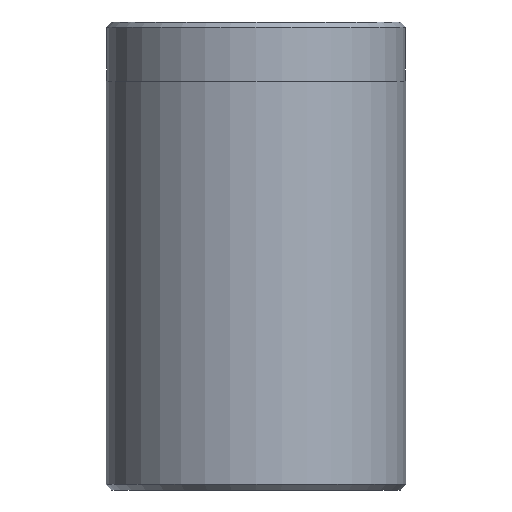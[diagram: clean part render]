
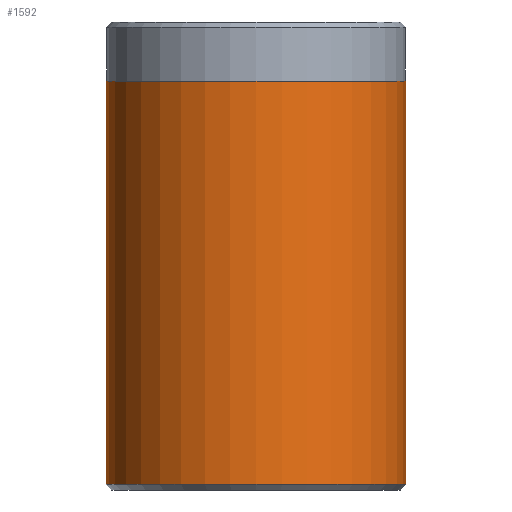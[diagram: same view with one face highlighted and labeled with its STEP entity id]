
A CAD part, front view. The second image highlights one B-rep face of the part: STEP entity #1592.
In plain terms, the highlighted cylindrical face has radius 8 mm (diameter 16 mm), a partial arc.
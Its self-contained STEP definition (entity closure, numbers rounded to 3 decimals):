
#17 = DIRECTION ( 'NONE',  ( 1., 0., 0. ) ) ;
#61 = VERTEX_POINT ( 'NONE', #191 ) ;
#191 = CARTESIAN_POINT ( 'NONE',  ( -8., 0., 0.3 ) ) ;
#217 = ORIENTED_EDGE ( 'NONE', *, *, #1039, .F. ) ;
#465 = EDGE_CURVE ( 'NONE', #61, #1085, #1725, .T. ) ;
#496 = CARTESIAN_POINT ( 'NONE',  ( 8., 0., 0.3 ) ) ;
#585 = AXIS2_PLACEMENT_3D ( 'NONE', #1151, #811, #17 ) ;
#729 = FACE_OUTER_BOUND ( 'NONE', #1583, .T. ) ;
#772 = LINE ( 'NONE', #1771, #1962 ) ;
#811 = DIRECTION ( 'NONE',  ( 0., 0., 1. ) ) ;
#841 = AXIS2_PLACEMENT_3D ( 'NONE', #1362, #1054, #1368 ) ;
#845 = VERTEX_POINT ( 'NONE', #1496 ) ;
#965 = ORIENTED_EDGE ( 'NONE', *, *, #465, .T. ) ;
#985 = VERTEX_POINT ( 'NONE', #1909 ) ;
#986 = DIRECTION ( 'NONE',  ( 1., 0., 0. ) ) ;
#1030 = DIRECTION ( 'NONE',  ( 0., 0., -1. ) ) ;
#1039 = EDGE_CURVE ( 'NONE', #845, #1085, #772, .T. ) ;
#1054 = DIRECTION ( 'NONE',  ( 0., 0., -1. ) ) ;
#1085 = VERTEX_POINT ( 'NONE', #496 ) ;
#1133 = DIRECTION ( 'NONE',  ( 0., 0., 1. ) ) ;
#1134 = VECTOR ( 'NONE', #1495, 1000. ) ;
#1151 = CARTESIAN_POINT ( 'NONE',  ( 0., 0., 21.837 ) ) ;
#1185 = CARTESIAN_POINT ( 'NONE',  ( 0., 0., 0.3 ) ) ;
#1362 = CARTESIAN_POINT ( 'NONE',  ( 0., 0., 25. ) ) ;
#1368 = DIRECTION ( 'NONE',  ( -1., 0., 0. ) ) ;
#1423 = ORIENTED_EDGE ( 'NONE', *, *, #1844, .F. ) ;
#1488 = CYLINDRICAL_SURFACE ( 'NONE', #841, 8. ) ;
#1495 = DIRECTION ( 'NONE',  ( 0., 0., -1. ) ) ;
#1496 = CARTESIAN_POINT ( 'NONE',  ( 8., 0., 21.837 ) ) ;
#1583 = EDGE_LOOP ( 'NONE', ( #217, #1423, #1584, #965 ) ) ;
#1584 = ORIENTED_EDGE ( 'NONE', *, *, #1629, .T. ) ;
#1592 = ADVANCED_FACE ( 'NONE', ( #729 ), #1488, .T. ) ;
#1602 = CARTESIAN_POINT ( 'NONE',  ( -8., 0., 25. ) ) ;
#1629 = EDGE_CURVE ( 'NONE', #985, #61, #1829, .T. ) ;
#1644 = CIRCLE ( 'NONE', #585, 8. ) ;
#1725 = CIRCLE ( 'NONE', #1971, 8. ) ;
#1771 = CARTESIAN_POINT ( 'NONE',  ( 8., 0., 25. ) ) ;
#1829 = LINE ( 'NONE', #1602, #1134 ) ;
#1844 = EDGE_CURVE ( 'NONE', #985, #845, #1644, .T. ) ;
#1909 = CARTESIAN_POINT ( 'NONE',  ( -8., 0., 21.837 ) ) ;
#1962 = VECTOR ( 'NONE', #1030, 1000. ) ;
#1971 = AXIS2_PLACEMENT_3D ( 'NONE', #1185, #1133, #986 ) ;
